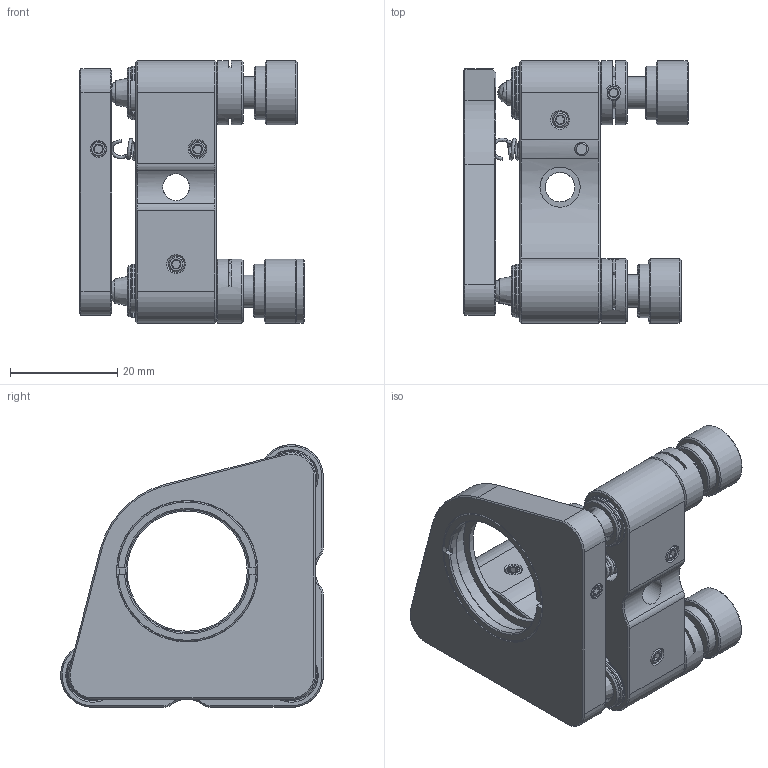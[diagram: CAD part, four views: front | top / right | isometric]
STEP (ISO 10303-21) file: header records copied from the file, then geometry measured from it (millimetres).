
FILE_DESCRIPTION (( 'STEP AP203' ), '1' );
FILE_NAME ('520050.STEP', '2022-11-02T02:55:29', ( '' ), ( '' ), 'SwSTEP 2.0', 'SolidWorks 2020', '' );
FILE_SCHEMA (( 'CONFIG_CONTROL_DESIGN' ));
Length unit declared in the file: millimetre
Products named in the file (1): 520050
Bounding box: 41.93 x 49 x 49 mm (x, y, z)
Volume: 24934.4 mm3; surface area: 20892.3 mm2
Topology: 31 solids, 31 shells, 617 faces, 1376 edges, 828 vertices
Faces by surface type: plane 243, cylinder 157, cone 153, bspline 64
Full cylindrical faces by diameter (mm): 2 x4, 2.5 x11, 3 x10, 3.99 x3, 4 x3, 5 x3, 5.5 x1, 5.75 x3, 6 x16, 6.5 x3, 7.5 x2, 8 x3, 9.5 x9, 10 x3, 12 x6, 22.4 x1, 22.9 x1, 25.4 x1, 26.289 x1
Entity records: 30658 total; most frequent: CARTESIAN_POINT 18651, DIRECTION 2470, ORIENTED_EDGE 2136, EDGE_CURVE 1068, AXIS2_PLACEMENT_3D 1028, EDGE_LOOP 895, VERTEX_POINT 737, FACE_OUTER_BOUND 711
